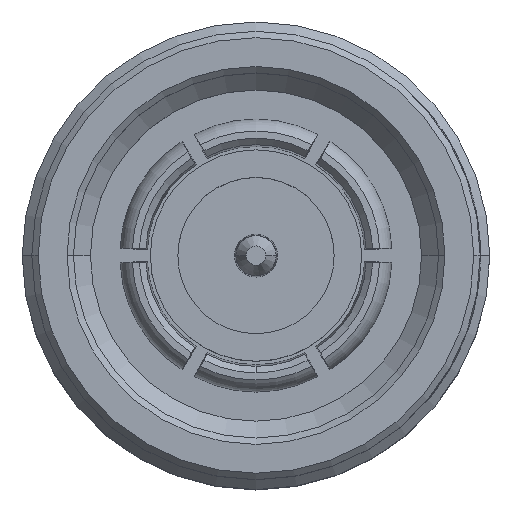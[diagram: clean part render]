
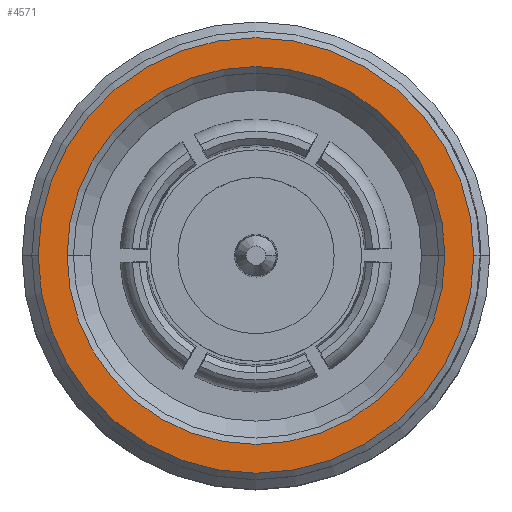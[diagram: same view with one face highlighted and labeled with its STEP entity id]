
A CAD part, top view. The second image highlights one B-rep face of the part: STEP entity #4571.
In plain terms, the highlighted planar face has unit normal (0, 0, 1).
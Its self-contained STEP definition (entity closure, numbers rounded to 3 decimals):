
#490 = CIRCLE ( 'NONE', #12372, 5.9 ) ;
#663 = EDGE_LOOP ( 'NONE', ( #15390, #6575 ) ) ;
#678 = FACE_OUTER_BOUND ( 'NONE', #663, .T. ) ;
#696 = EDGE_CURVE ( 'NONE', #12087, #11428, #490, .T. ) ;
#942 = CARTESIAN_POINT ( 'NONE',  ( 0., 0., 1.1 ) ) ;
#1322 = EDGE_LOOP ( 'NONE', ( #6277, #7724 ) ) ;
#1529 = DIRECTION ( 'NONE',  ( 0., 0., -1. ) ) ;
#2120 = CARTESIAN_POINT ( 'NONE',  ( 0., 0., 1.1 ) ) ;
#2452 = DIRECTION ( 'NONE',  ( -1., 0., 0. ) ) ;
#2953 = CARTESIAN_POINT ( 'NONE',  ( -6.8, 0., 1.1 ) ) ;
#3444 = DIRECTION ( 'NONE',  ( 0., 0., -1. ) ) ;
#3454 = EDGE_CURVE ( 'NONE', #11428, #12087, #7568, .T. ) ;
#3623 = DIRECTION ( 'NONE',  ( -1., 0., 0. ) ) ;
#3989 = CIRCLE ( 'NONE', #4668, 6.8 ) ;
#4006 = AXIS2_PLACEMENT_3D ( 'NONE', #10534, #1529, #12045 ) ;
#4571 = ADVANCED_FACE ( 'NONE', ( #678, #16159 ), #16408, .F. ) ;
#4668 = AXIS2_PLACEMENT_3D ( 'NONE', #2120, #12670, #3623 ) ;
#5141 = VERTEX_POINT ( 'NONE', #2953 ) ;
#5353 = AXIS2_PLACEMENT_3D ( 'NONE', #12481, #3444, #13970 ) ;
#6277 = ORIENTED_EDGE ( 'NONE', *, *, #3454, .T. ) ;
#6575 = ORIENTED_EDGE ( 'NONE', *, *, #18040, .T. ) ;
#7568 = CIRCLE ( 'NONE', #5353, 5.9 ) ;
#7724 = ORIENTED_EDGE ( 'NONE', *, *, #696, .T. ) ;
#8561 = CARTESIAN_POINT ( 'NONE',  ( 5.9, 0., 1.1 ) ) ;
#9035 = CARTESIAN_POINT ( 'NONE',  ( 0., 0., 1.1 ) ) ;
#9575 = CARTESIAN_POINT ( 'NONE',  ( -5.9, 0., 1.1 ) ) ;
#10534 = CARTESIAN_POINT ( 'NONE',  ( 0., 0., 1.1 ) ) ;
#10894 = EDGE_CURVE ( 'NONE', #5141, #15018, #16578, .T. ) ;
#11428 = VERTEX_POINT ( 'NONE', #8561 ) ;
#11479 = DIRECTION ( 'NONE',  ( 0., 0., 1. ) ) ;
#11938 = CARTESIAN_POINT ( 'NONE',  ( 6.8, 0., 1.1 ) ) ;
#12045 = DIRECTION ( 'NONE',  ( -1., 0., 0. ) ) ;
#12087 = VERTEX_POINT ( 'NONE', #9575 ) ;
#12372 = AXIS2_PLACEMENT_3D ( 'NONE', #9035, #18005, #17877 ) ;
#12481 = CARTESIAN_POINT ( 'NONE',  ( 0., 0., 1.1 ) ) ;
#12670 = DIRECTION ( 'NONE',  ( 0., 0., 1. ) ) ;
#13970 = DIRECTION ( 'NONE',  ( -1., 0., 0. ) ) ;
#15018 = VERTEX_POINT ( 'NONE', #11938 ) ;
#15390 = ORIENTED_EDGE ( 'NONE', *, *, #10894, .T. ) ;
#16159 = FACE_BOUND ( 'NONE', #1322, .T. ) ;
#16408 = PLANE ( 'NONE',  #4006 ) ;
#16578 = CIRCLE ( 'NONE', #17330, 6.8 ) ;
#17330 = AXIS2_PLACEMENT_3D ( 'NONE', #942, #11479, #2452 ) ;
#17877 = DIRECTION ( 'NONE',  ( -1., 0., 0. ) ) ;
#18005 = DIRECTION ( 'NONE',  ( 0., 0., -1. ) ) ;
#18040 = EDGE_CURVE ( 'NONE', #15018, #5141, #3989, .T. ) ;
